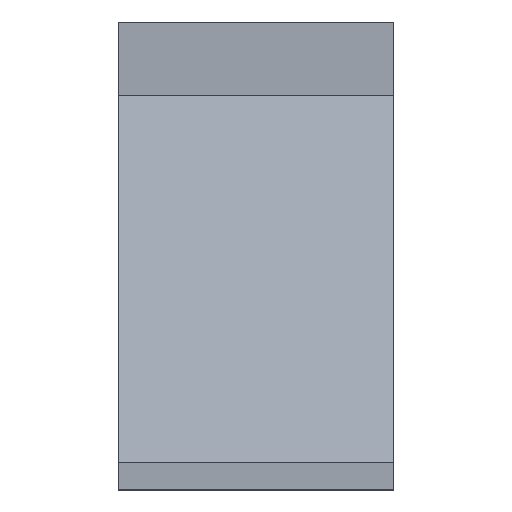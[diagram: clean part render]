
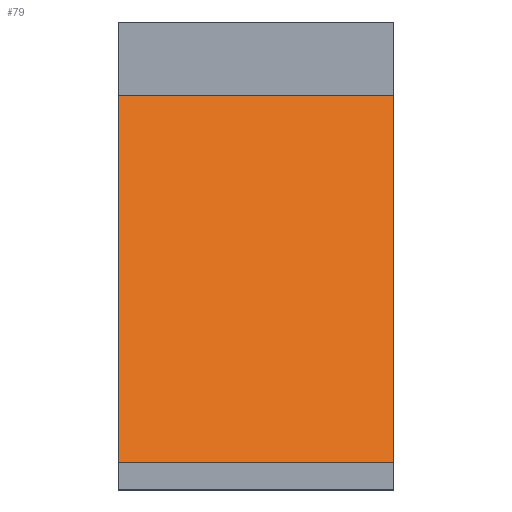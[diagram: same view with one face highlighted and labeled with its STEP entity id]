
A CAD part, left-side view. The second image highlights one B-rep face of the part: STEP entity #79.
In plain terms, the highlighted planar face has unit normal (-0.615, 0, 0.788).
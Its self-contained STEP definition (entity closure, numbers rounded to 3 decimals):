
#22 = LINE ( 'NONE', #392, #432 ) ;
#59 = VECTOR ( 'NONE', #306, 1000. ) ;
#65 = CARTESIAN_POINT ( 'NONE',  ( -1.5, 40., 30. ) ) ;
#70 = FACE_OUTER_BOUND ( 'NONE', #334, .T. ) ;
#79 = ADVANCED_FACE ( 'NONE', ( #70 ), #159, .F. ) ;
#82 = ORIENTED_EDGE ( 'NONE', *, *, #171, .T. ) ;
#83 = EDGE_CURVE ( 'NONE', #188, #471, #324, .T. ) ;
#103 = CARTESIAN_POINT ( 'NONE',  ( -1.5, 10., 30. ) ) ;
#113 = CARTESIAN_POINT ( 'NONE',  ( -52.735, 40., -10. ) ) ;
#133 = DIRECTION ( 'NONE',  ( 0.788, 0., 0.615 ) ) ;
#147 = CARTESIAN_POINT ( 'NONE',  ( -52.735, 40., -10. ) ) ;
#159 = PLANE ( 'NONE',  #292 ) ;
#171 = EDGE_CURVE ( 'NONE', #188, #207, #390, .T. ) ;
#188 = VERTEX_POINT ( 'NONE', #147 ) ;
#194 = DIRECTION ( 'NONE',  ( 0.615, 0., -0.788 ) ) ;
#200 = ORIENTED_EDGE ( 'NONE', *, *, #83, .F. ) ;
#201 = DIRECTION ( 'NONE',  ( 0.788, 0., 0.615 ) ) ;
#207 = VERTEX_POINT ( 'NONE', #478 ) ;
#232 = ORIENTED_EDGE ( 'NONE', *, *, #359, .T. ) ;
#236 = DIRECTION ( 'NONE',  ( -0.788, 0., -0.615 ) ) ;
#248 = CARTESIAN_POINT ( 'NONE',  ( -52.735, 40., -10. ) ) ;
#292 = AXIS2_PLACEMENT_3D ( 'NONE', #248, #194, #236 ) ;
#300 = CARTESIAN_POINT ( 'NONE',  ( -52.735, 10., -10. ) ) ;
#306 = DIRECTION ( 'NONE',  ( 0., -1., 0. ) ) ;
#318 = DIRECTION ( 'NONE',  ( 0., -1., 0. ) ) ;
#324 = LINE ( 'NONE', #113, #370 ) ;
#334 = EDGE_LOOP ( 'NONE', ( #232, #445, #200, #82 ) ) ;
#359 = EDGE_CURVE ( 'NONE', #207, #523, #384, .T. ) ;
#370 = VECTOR ( 'NONE', #201, 1000. ) ;
#371 = VECTOR ( 'NONE', #133, 1000. ) ;
#384 = LINE ( 'NONE', #300, #371 ) ;
#390 = LINE ( 'NONE', #519, #59 ) ;
#392 = CARTESIAN_POINT ( 'NONE',  ( -1.5, 40., 30. ) ) ;
#419 = EDGE_CURVE ( 'NONE', #471, #523, #22, .T. ) ;
#432 = VECTOR ( 'NONE', #318, 1000. ) ;
#445 = ORIENTED_EDGE ( 'NONE', *, *, #419, .F. ) ;
#471 = VERTEX_POINT ( 'NONE', #65 ) ;
#478 = CARTESIAN_POINT ( 'NONE',  ( -52.735, 10., -10. ) ) ;
#519 = CARTESIAN_POINT ( 'NONE',  ( -52.735, 40., -10. ) ) ;
#523 = VERTEX_POINT ( 'NONE', #103 ) ;
